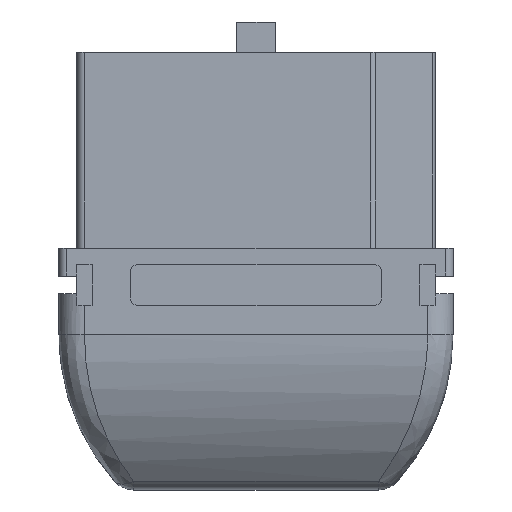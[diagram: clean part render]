
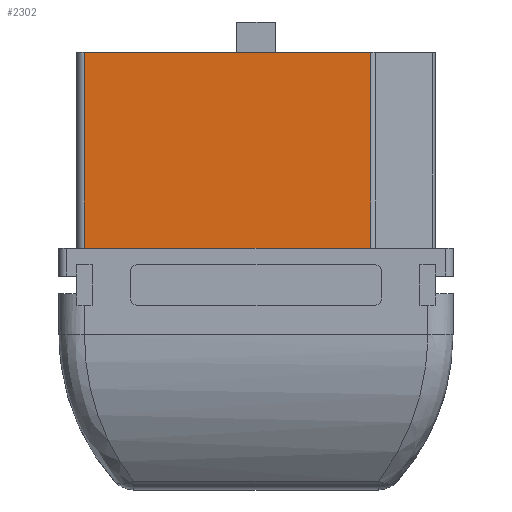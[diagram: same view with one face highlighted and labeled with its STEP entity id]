
A CAD part, top view. The second image highlights one B-rep face of the part: STEP entity #2302.
In plain terms, the highlighted face is planar.
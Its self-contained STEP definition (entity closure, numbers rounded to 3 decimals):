
#63=PLANE('',#2481);
#277=LINE('',#3549,#527);
#304=LINE('',#3617,#554);
#305=LINE('',#3618,#555);
#306=LINE('',#3619,#556);
#527=VECTOR('',#2856,1000.);
#554=VECTOR('',#2909,1000.);
#555=VECTOR('',#2910,1000.);
#556=VECTOR('',#2911,1000.);
#693=FACE_OUTER_BOUND('',#824,.T.);
#824=EDGE_LOOP('',(#1748,#1749,#1750,#1751));
#1100=VERTEX_POINT('',#3546);
#1101=VERTEX_POINT('',#3548);
#1128=VERTEX_POINT('',#3615);
#1129=VERTEX_POINT('',#3616);
#1340=EDGE_CURVE('',#1100,#1101,#277,.T.);
#1374=EDGE_CURVE('',#1128,#1129,#304,.T.);
#1375=EDGE_CURVE('',#1129,#1101,#305,.T.);
#1376=EDGE_CURVE('',#1100,#1128,#306,.T.);
#1748=ORIENTED_EDGE('',*,*,#1374,.T.);
#1749=ORIENTED_EDGE('',*,*,#1375,.T.);
#1750=ORIENTED_EDGE('',*,*,#1340,.F.);
#1751=ORIENTED_EDGE('',*,*,#1376,.T.);
#2302=ADVANCED_FACE('',(#693),#63,.T.);
#2481=AXIS2_PLACEMENT_3D('',#3614,#2907,#2908);
#2856=DIRECTION('',(-1.,0.,0.));
#2907=DIRECTION('center_axis',(0.,-1.,0.));
#2908=DIRECTION('ref_axis',(1.,0.,0.));
#2909=DIRECTION('',(-1.,0.,0.));
#2910=DIRECTION('',(0.,0.,-1.));
#2911=DIRECTION('',(0.,0.,1.));
#3546=CARTESIAN_POINT('',(6.75,-3.35,0.));
#3548=CARTESIAN_POINT('',(-4.507,-3.35,0.));
#3549=CARTESIAN_POINT('',(0.,-3.35,0.));
#3614=CARTESIAN_POINT('Origin',(0.,-3.35,7.7));
#3615=CARTESIAN_POINT('',(6.75,-3.35,7.7));
#3616=CARTESIAN_POINT('',(-4.507,-3.35,7.7));
#3617=CARTESIAN_POINT('',(0.,-3.35,7.7));
#3618=CARTESIAN_POINT('',(-4.507,-3.35,7.7));
#3619=CARTESIAN_POINT('',(6.75,-3.35,7.7));
